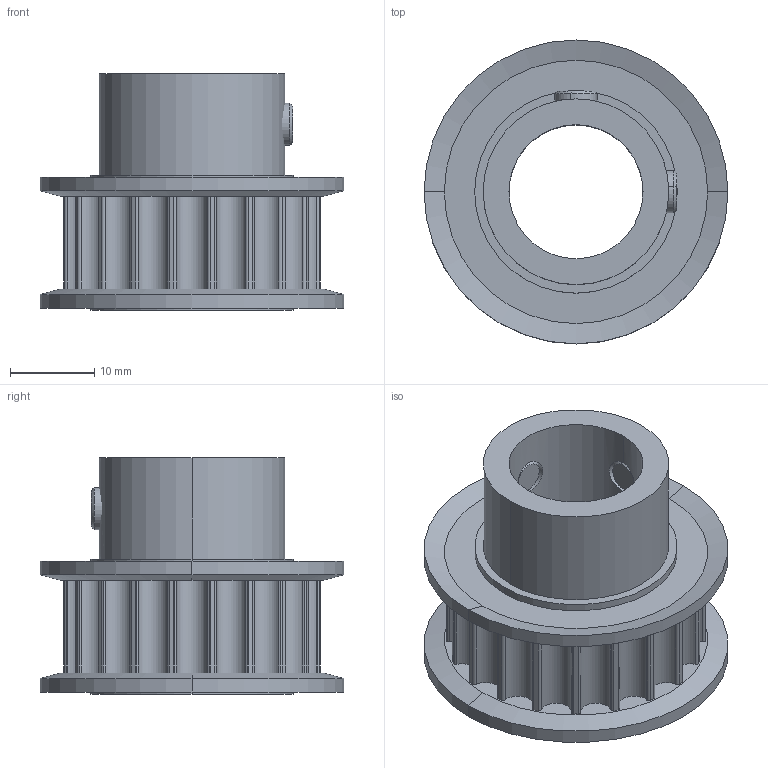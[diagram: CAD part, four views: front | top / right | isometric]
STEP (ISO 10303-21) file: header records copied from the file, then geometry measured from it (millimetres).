
FILE_DESCRIPTION (( 'STEP AP203' ), '1' );
FILE_NAME ('A20-5M10-SS-0625.step', '2023-08-24T18:55:14', ( '' ), ( '' ), 'SwSTEP 2.0', 'SolidWorks 2021', '' );
FILE_SCHEMA (( 'CONFIG_CONTROL_DESIGN' ));
Length unit declared in the file: millimetre
Products named in the file (1): A20-5M10-SS-0625
Bounding box: 36 x 36 x 28 mm (x, y, z)
Volume: 9980.2 mm3; surface area: 8083.5 mm2
Topology: 5 solids, 5 shells, 182 faces, 469 edges, 296 vertices
Faces by surface type: cylinder 123, cone 34, plane 25
Entity records: 6000 total; most frequent: CARTESIAN_POINT 1330, DIRECTION 1061, ORIENTED_EDGE 930, EDGE_CURVE 465, AXIS2_PLACEMENT_3D 451, VERTEX_POINT 296, CIRCLE 268, EDGE_LOOP 195
